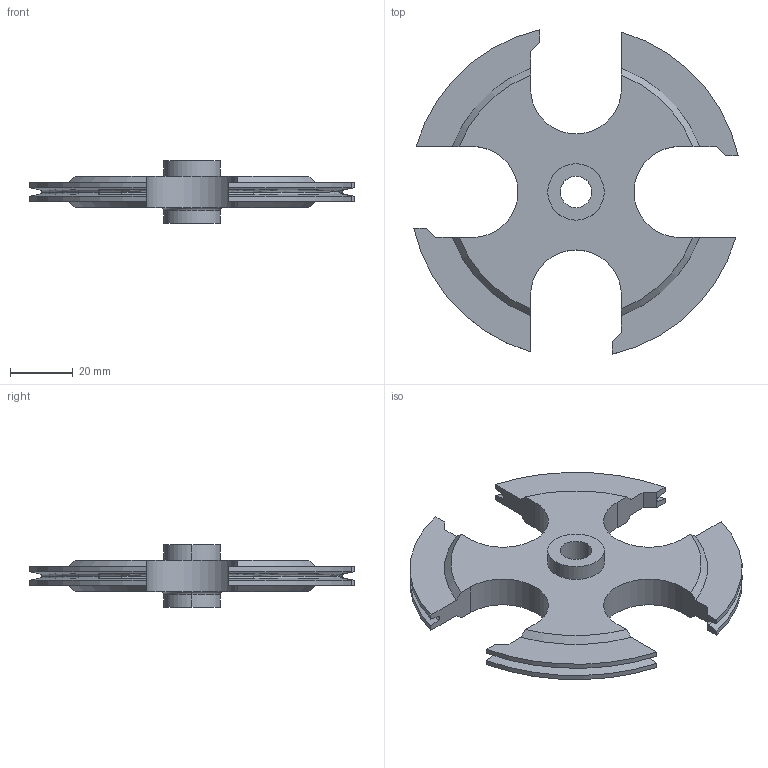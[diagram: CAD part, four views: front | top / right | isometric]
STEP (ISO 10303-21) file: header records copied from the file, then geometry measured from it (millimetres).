
FILE_DESCRIPTION (( 'STEP AP214' ), '1' );
FILE_NAME ('POULIE MOTRICE PROTO 1.STEP', '2020-02-04T10:42:19', ( '' ), ( '' ), 'SwSTEP 2.0', 'SolidWorks 2014', '' );
FILE_SCHEMA (( 'AUTOMOTIVE_DESIGN' ));
Length unit declared in the file: millimetre
Products named in the file (1): POULIE MOTRICE PROTO 1
Bounding box: 103.47 x 103.47 x 20 mm (x, y, z)
Volume: 43848.5 mm3; surface area: 17285.1 mm2
Topology: 1 solids, 1 shells, 73 faces, 205 edges, 136 vertices
Faces by surface type: plane 28, cylinder 19, cone 16, torus 10
Entity records: 2507 total; most frequent: CARTESIAN_POINT 607, ORIENTED_EDGE 410, DIRECTION 375, EDGE_CURVE 205, AXIS2_PLACEMENT_3D 144, VERTEX_POINT 136, VECTOR 87, LINE 87
